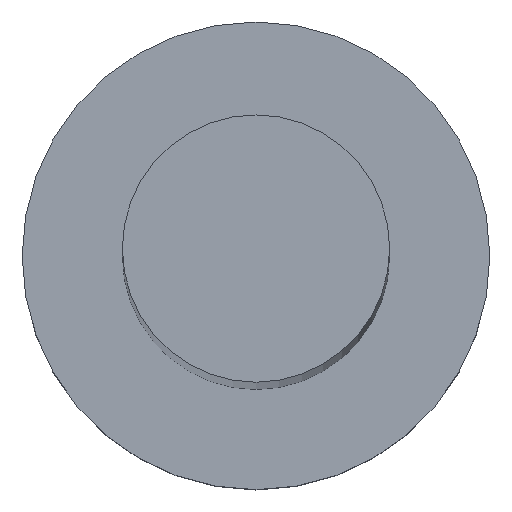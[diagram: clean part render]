
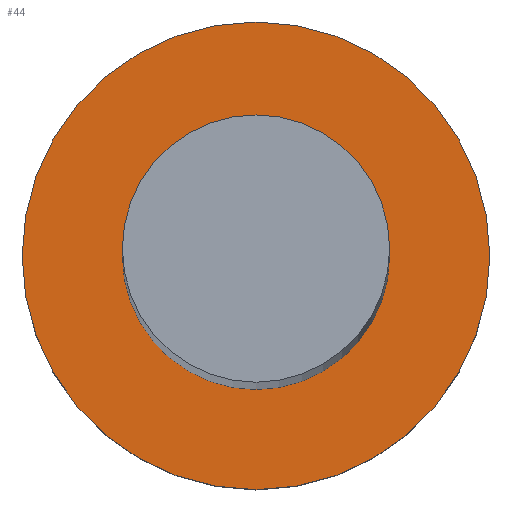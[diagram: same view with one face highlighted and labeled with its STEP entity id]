
A CAD part, top view. The second image highlights one B-rep face of the part: STEP entity #44.
In plain terms, the highlighted planar face has unit normal (0, 0, 1).
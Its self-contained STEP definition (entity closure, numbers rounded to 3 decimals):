
#3 = DIRECTION ( 'NONE',  ( 1., 0., 0. ) ) ;
#4 = AXIS2_PLACEMENT_3D ( 'NONE', #49, #9, #155 ) ;
#5 = DIRECTION ( 'NONE',  ( 0., 0., 1. ) ) ;
#9 = DIRECTION ( 'NONE',  ( 0., 0., 1. ) ) ;
#19 = ORIENTED_EDGE ( 'NONE', *, *, #201, .T. ) ;
#44 = ADVANCED_FACE ( 'NONE', ( #108, #83 ), #151, .T. ) ;
#46 = EDGE_LOOP ( 'NONE', ( #72, #234 ) ) ;
#49 = CARTESIAN_POINT ( 'NONE',  ( 0., 0., 5. ) ) ;
#72 = ORIENTED_EDGE ( 'NONE', *, *, #114, .F. ) ;
#75 = CIRCLE ( 'NONE', #240, 4. ) ;
#83 = FACE_OUTER_BOUND ( 'NONE', #209, .T. ) ;
#86 = CARTESIAN_POINT ( 'NONE',  ( 0., 0., 5. ) ) ;
#90 = DIRECTION ( 'NONE',  ( 0., 0., 1. ) ) ;
#100 = DIRECTION ( 'NONE',  ( 0., 0., 1. ) ) ;
#101 = DIRECTION ( 'NONE',  ( 1., 0., 0. ) ) ;
#105 = CIRCLE ( 'NONE', #161, 7. ) ;
#108 = FACE_BOUND ( 'NONE', #46, .T. ) ;
#110 = DIRECTION ( 'NONE',  ( 1., 0., 0. ) ) ;
#114 = EDGE_CURVE ( 'NONE', #228, #250, #75, .T. ) ;
#133 = CARTESIAN_POINT ( 'NONE',  ( 7., 0., 5. ) ) ;
#135 = VERTEX_POINT ( 'NONE', #133 ) ;
#144 = CARTESIAN_POINT ( 'NONE',  ( -7., 0., 5. ) ) ;
#146 = CARTESIAN_POINT ( 'NONE',  ( 0., 0., 5. ) ) ;
#151 = PLANE ( 'NONE',  #4 ) ;
#155 = DIRECTION ( 'NONE',  ( 1., 0., 0. ) ) ;
#157 = VERTEX_POINT ( 'NONE', #144 ) ;
#158 = ORIENTED_EDGE ( 'NONE', *, *, #205, .T. ) ;
#161 = AXIS2_PLACEMENT_3D ( 'NONE', #146, #162, #101 ) ;
#162 = DIRECTION ( 'NONE',  ( 0., 0., 1. ) ) ;
#181 = CIRCLE ( 'NONE', #216, 7. ) ;
#201 = EDGE_CURVE ( 'NONE', #157, #135, #105, .T. ) ;
#204 = CARTESIAN_POINT ( 'NONE',  ( -4., 0., 5. ) ) ;
#205 = EDGE_CURVE ( 'NONE', #135, #157, #181, .T. ) ;
#206 = CARTESIAN_POINT ( 'NONE',  ( 4., 0., 5. ) ) ;
#209 = EDGE_LOOP ( 'NONE', ( #19, #158 ) ) ;
#216 = AXIS2_PLACEMENT_3D ( 'NONE', #237, #5, #3 ) ;
#222 = CARTESIAN_POINT ( 'NONE',  ( 0., 0., 5. ) ) ;
#228 = VERTEX_POINT ( 'NONE', #204 ) ;
#234 = ORIENTED_EDGE ( 'NONE', *, *, #249, .F. ) ;
#235 = AXIS2_PLACEMENT_3D ( 'NONE', #222, #100, #239 ) ;
#236 = CIRCLE ( 'NONE', #235, 4. ) ;
#237 = CARTESIAN_POINT ( 'NONE',  ( 0., 0., 5. ) ) ;
#239 = DIRECTION ( 'NONE',  ( 1., 0., 0. ) ) ;
#240 = AXIS2_PLACEMENT_3D ( 'NONE', #86, #90, #110 ) ;
#249 = EDGE_CURVE ( 'NONE', #250, #228, #236, .T. ) ;
#250 = VERTEX_POINT ( 'NONE', #206 ) ;
